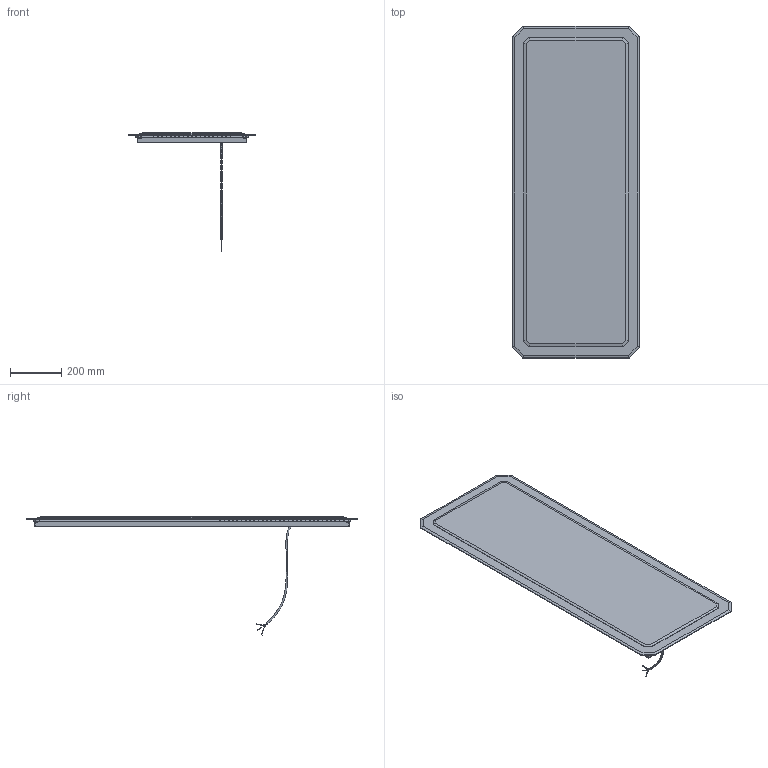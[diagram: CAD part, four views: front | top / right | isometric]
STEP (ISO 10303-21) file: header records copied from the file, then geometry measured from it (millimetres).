
FILE_DESCRIPTION (( 'STEP AP214' ), '1' );
FILE_NAME ('RE130M_v21220.STEP', '2020-12-23T09:46:20', ( '' ), ( '' ), 'SwSTEP 2.0', 'SolidWorks 2019', '' );
FILE_SCHEMA (( 'AUTOMOTIVE_DESIGN' ));
Length unit declared in the file: millimetre
Products named in the file (17): 24V40W.stp; PG7-.stp; ANTI-FOG-FILM-.stp; M01A7050A-003.stp; K216-MDF-1.stp; K216-004.stp; M01A7050A-001.stp; CXT.stp; re130m-1300x500_asm.stp; 24V60W.stp; M01A7050A-004.stp; LED-FPC-.stp; M01A7050A-002.stp; K216-MDF.stp; RE130M_v21220; JIAOMA.stp; RE090M-A.stp
Assembly tree (19 placements, depth 3):
  RE130M_v21220
    re130m-1300x500_asm.stp
      M01A7050A-001.stp
      M01A7050A-003.stp
      M01A7050A-002.stp
      M01A7050A-004.stp
      K216-MDF.stp
      K216-004.stp
      ANTI-FOG-FILM-.stp
      LED-FPC-.stp
      RE090M-A.stp
      CXT.stp
      K216-MDF-1.stp
      24V60W.stp
      PG7-.stp
      24V40W.stp
      JIAOMA.stp  x4
Bounding box: 500 x 1300 x 462.1 mm (x, y, z)
Volume: 6678221.9 mm3; surface area: 5126433.7 mm2
Topology: 17 solids, 21 shells, 2196 faces, 5973 edges, 3978 vertices
Faces by surface type: plane 1877, cylinder 299, torus 10, bspline 8, cone 2
Entity records: 71192 total; most frequent: CARTESIAN_POINT 13649, ORIENTED_EDGE 11662, DIRECTION 10678, EDGE_CURVE 5847, LINE 5206, VECTOR 5206, VERTEX_POINT 3894, AXIS2_PLACEMENT_3D 2736
